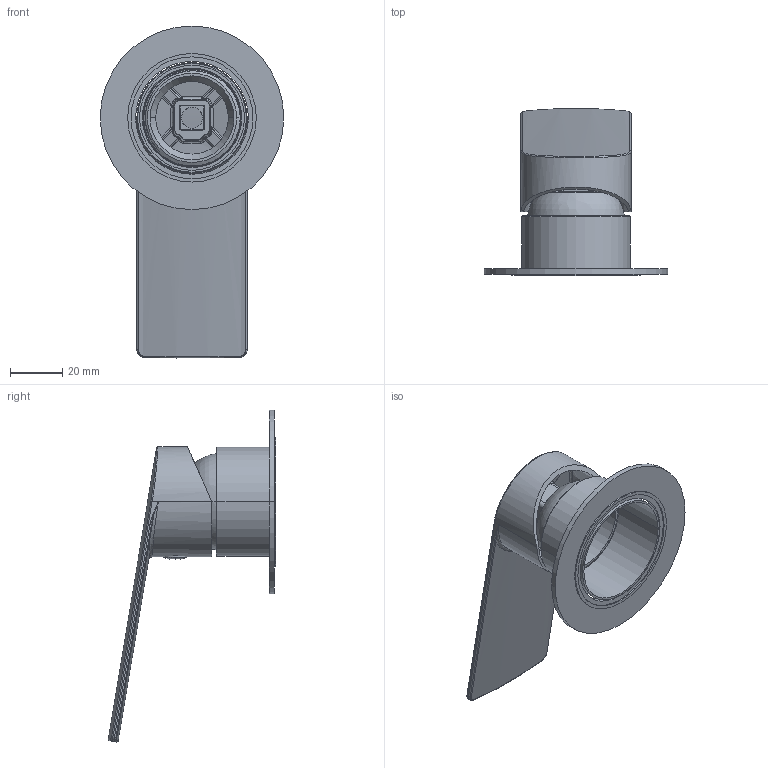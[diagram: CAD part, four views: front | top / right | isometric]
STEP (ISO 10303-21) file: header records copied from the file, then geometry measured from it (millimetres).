
FILE_DESCRIPTION((''),'2;1');
FILE_NAME('ATAO246E001','2023-05-08T11:29:24',('michelaferrini'),(''),'CREO PARAMETRIC BY PTC INC, 2022164','CREO PARAMETRIC BY PTC INC, 2022164','');
FILE_SCHEMA(('CONFIG_CONTROL_DESIGN'));
Length unit declared in the file: millimetre
Products named in the file (8): SINMAC0010_AF0; ALOG230C001; AOTT608C002_AF0; ALOG230W001_AF0; SCCMAC0011; ATAO005C001; SPLMAC0001; ATAO246E001
Assembly tree (7 placements, depth 3):
  ATAO246E001
    SINMAC0010_AF0
    ALOG230W001_AF0
      ALOG230C001
      AOTT608C002_AF0
    SCCMAC0011
    ATAO005C001
    SPLMAC0001
Bounding box: 70 x 63.81 x 126.57 mm (x, y, z)
Volume: 29164 mm3; surface area: 35652.1 mm2
Topology: 6 solids, 8 shells, 281 faces, 657 edges, 392 vertices
Faces by surface type: bspline 106, cylinder 84, plane 54, cone 21, torus 10, sphere 6
Entity records: 14874 total; most frequent: CARTESIAN_POINT 9051, ORIENTED_EDGE 1297, DIRECTION 1008, EDGE_CURVE 655, AXIS2_PLACEMENT_3D 415, VERTEX_POINT 392, EDGE_LOOP 298, FACE_OUTER_BOUND 281
